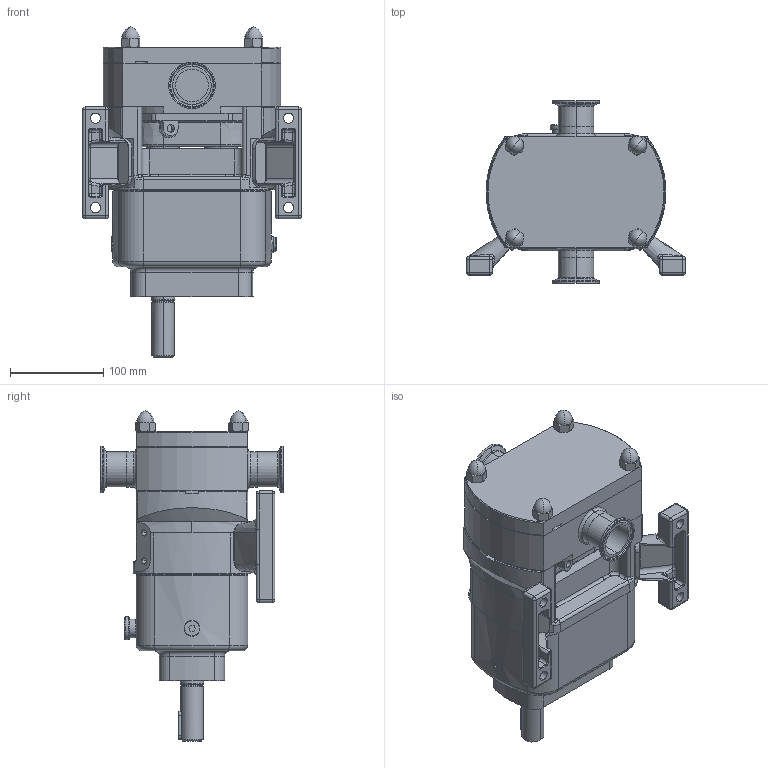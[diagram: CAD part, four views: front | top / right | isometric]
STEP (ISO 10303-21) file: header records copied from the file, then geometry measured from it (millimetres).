
FILE_DESCRIPTION (( 'STEP AP214' ), '1' );
FILE_NAME ('GA4391.STEP', '2024-11-07T16:59:28', ( '' ), ( '' ), 'SwSTEP 2.0', 'SolidWorks 2023', '' );
FILE_SCHEMA (( 'AUTOMOTIVE_DESIGN' ));
Length unit declared in the file: millimetre
Products named in the file (3): GA4391; Copy of CP20-0020-12 V L^GA4391; Copy of Z94-5121-22 - 1.5 INCH^GA4391
Assembly tree (3 placements, depth 2):
  GA4391
    Copy of CP20-0020-12 V L^GA4391
    Copy of Z94-5121-22 - 1.5 INCH^GA4391  x2
Bounding box: 235.23 x 196 x 354.54 mm (x, y, z)
Volume: 4758081.9 mm3; surface area: 296501.1 mm2
Topology: 3 solids, 3 shells, 803 faces, 1980 edges, 1169 vertices
Faces by surface type: cylinder 277, plane 239, torus 94, bspline 84, cone 79, sphere 30
Entity records: 30407 total; most frequent: CARTESIAN_POINT 12553, ORIENTED_EDGE 3804, DIRECTION 3709, EDGE_CURVE 1902, AXIS2_PLACEMENT_3D 1507, VERTEX_POINT 1145, EDGE_LOOP 827, CIRCLE 803
